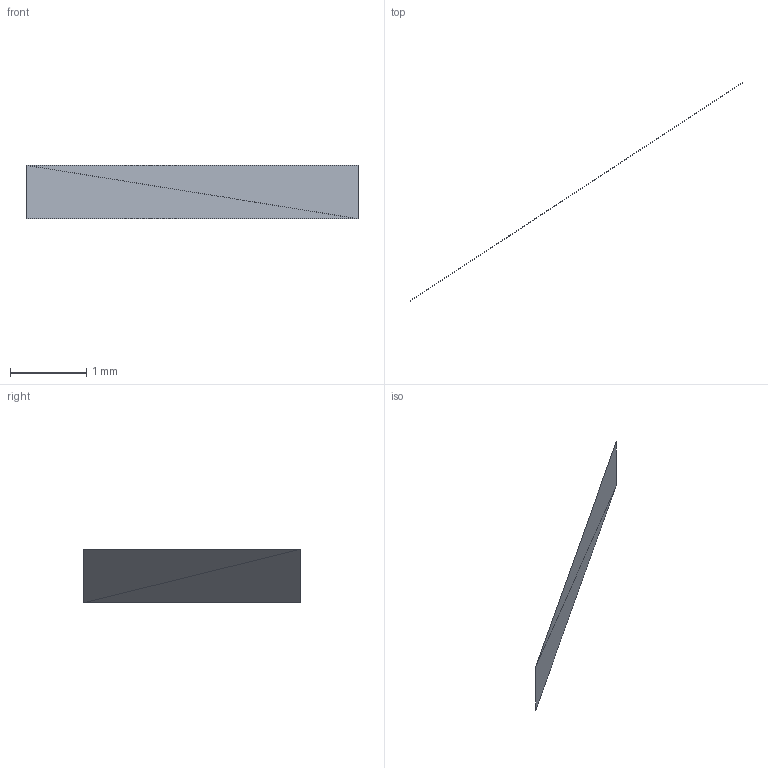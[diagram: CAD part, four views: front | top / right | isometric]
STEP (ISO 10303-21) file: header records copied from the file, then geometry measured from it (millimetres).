
FILE_DESCRIPTION(('STEP AP214'),'1');
FILE_NAME('1i3e5r770ta8.stp','2023-10-28T02:30:42',(' '),(' '),'Spatial InterOp 3D',' ',' ');
FILE_SCHEMA(('automotive_design'));
Length unit declared in the file: metre
Products named in the file (1): Root
Bounding box: 4.34 x 2.85 x 0.7 mm (x, y, z)
Surface area: 0 mm2 (no closed solid volume)
Topology: 0 solids, 2058 shells, 2058 faces, 2327 edges, 2327 vertices
Faces by surface type: plane 2058
Entity records: 74112 total; most frequent: DIRECTION 10292, CARTESIAN_POINT 6175, VERTEX_POINT 6174, ORIENTED_EDGE 6174, EDGE_CURVE 6174, LINE 6174, VECTOR 6174, AXIS2_PLACEMENT_3D 2059
